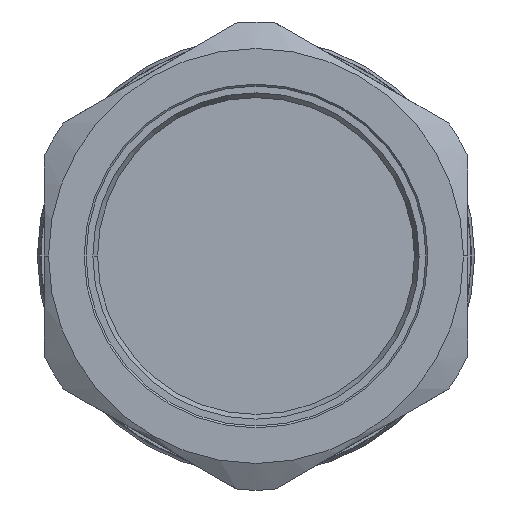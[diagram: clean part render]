
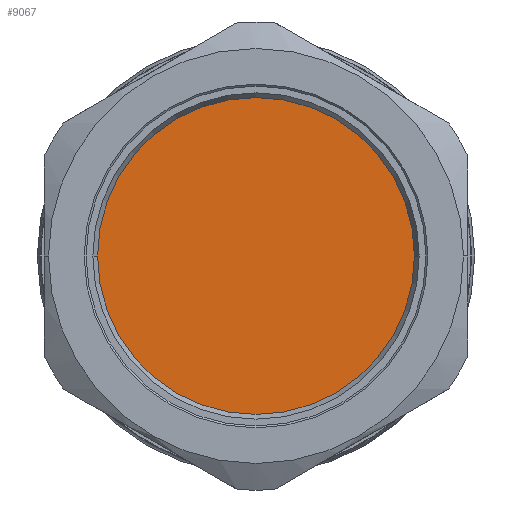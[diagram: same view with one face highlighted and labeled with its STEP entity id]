
A CAD part, left-side view. The second image highlights one B-rep face of the part: STEP entity #9067.
In plain terms, the highlighted planar face has unit normal (-1, 0, 0).
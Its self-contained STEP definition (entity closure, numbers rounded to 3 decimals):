
#164 = PLANE ( 'NONE',  #5107 ) ;
#305 = ORIENTED_EDGE ( 'NONE', *, *, #1529, .T. ) ;
#1093 = DIRECTION ( 'NONE',  ( 0., 1., 0. ) ) ;
#1381 = AXIS2_PLACEMENT_3D ( 'NONE', #9033, #5792, #1093 ) ;
#1408 = CARTESIAN_POINT ( 'NONE',  ( -30.508, -8.325, 0. ) ) ;
#1529 = EDGE_CURVE ( 'NONE', #4741, #8002, #6224, .T. ) ;
#2280 = EDGE_LOOP ( 'NONE', ( #2469, #305 ) ) ;
#2469 = ORIENTED_EDGE ( 'NONE', *, *, #5787, .T. ) ;
#2994 = AXIS2_PLACEMENT_3D ( 'NONE', #9600, #8719, #10221 ) ;
#3352 = DIRECTION ( 'NONE',  ( -1., 0., 0. ) ) ;
#4741 = VERTEX_POINT ( 'NONE', #1408 ) ;
#4917 = DIRECTION ( 'NONE',  ( 0., 0., 1. ) ) ;
#5107 = AXIS2_PLACEMENT_3D ( 'NONE', #5683, #3352, #4917 ) ;
#5683 = CARTESIAN_POINT ( 'NONE',  ( -30.508, 0., 0. ) ) ;
#5787 = EDGE_CURVE ( 'NONE', #8002, #4741, #8942, .T. ) ;
#5792 = DIRECTION ( 'NONE',  ( -1., 0., 0. ) ) ;
#6224 = CIRCLE ( 'NONE', #1381, 8.325 ) ;
#7801 = FACE_OUTER_BOUND ( 'NONE', #2280, .T. ) ;
#8002 = VERTEX_POINT ( 'NONE', #8800 ) ;
#8719 = DIRECTION ( 'NONE',  ( -1., 0., 0. ) ) ;
#8800 = CARTESIAN_POINT ( 'NONE',  ( -30.508, 8.325, 0. ) ) ;
#8942 = CIRCLE ( 'NONE', #2994, 8.325 ) ;
#9033 = CARTESIAN_POINT ( 'NONE',  ( -30.508, 0., 0. ) ) ;
#9067 = ADVANCED_FACE ( 'NONE', ( #7801 ), #164, .T. ) ;
#9600 = CARTESIAN_POINT ( 'NONE',  ( -30.508, 0., 0. ) ) ;
#10221 = DIRECTION ( 'NONE',  ( 0., 1., 0. ) ) ;
